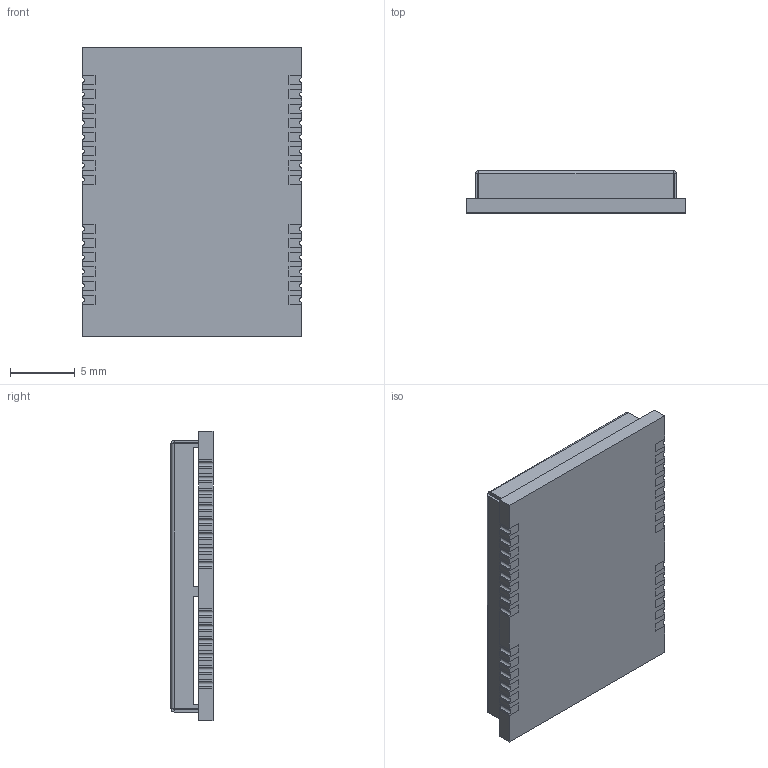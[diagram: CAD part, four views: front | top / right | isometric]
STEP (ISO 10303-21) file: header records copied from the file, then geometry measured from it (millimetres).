
FILE_DESCRIPTION (( 'STEP AP214' ), '1' );
FILE_NAME ('L10.STEP', '2019-05-09T14:17:16', ( '' ), ( '' ), 'SwSTEP 2.0', 'SolidWorks 2017', '' );
FILE_SCHEMA (( 'AUTOMOTIVE_DESIGN' ));
Length unit declared in the file: millimetre
Products named in the file (1): L10
Bounding box: 17 x 3.25 x 22.4 mm (x, y, z)
Volume: 506.2 mm3; surface area: 1926.9 mm2
Topology: 30 solids, 30 shells, 409 faces, 1003 edges, 658 vertices
Faces by surface type: plane 359, cylinder 42, bspline 8
Entity records: 12392 total; most frequent: CARTESIAN_POINT 2415, ORIENTED_EDGE 2006, DIRECTION 1859, EDGE_CURVE 1003, LINE 919, VECTOR 919, VERTEX_POINT 658, AXIS2_PLACEMENT_3D 470
